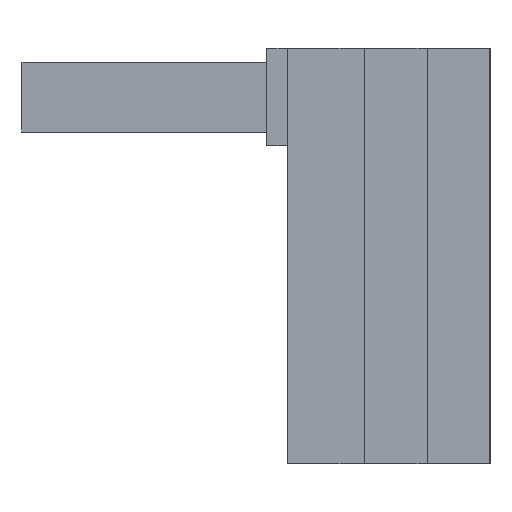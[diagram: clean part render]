
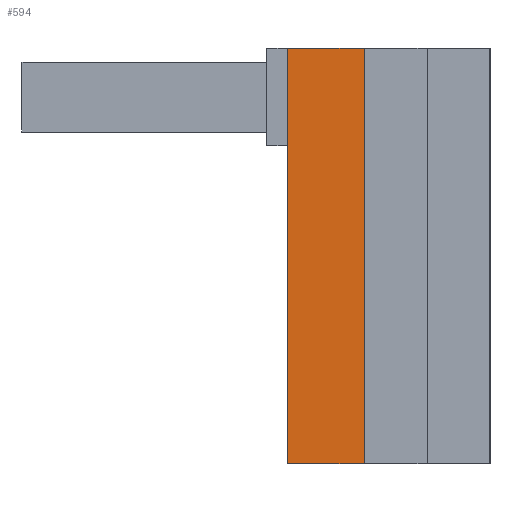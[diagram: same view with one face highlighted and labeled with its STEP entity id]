
A CAD part, left-side view. The second image highlights one B-rep face of the part: STEP entity #594.
In plain terms, the highlighted planar face has unit normal (-1, 0, 0).
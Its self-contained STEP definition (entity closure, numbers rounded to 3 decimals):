
#423=CARTESIAN_POINT('',(0.0,0.0,595.0));
#424=VERTEX_POINT('',#423);
#431=CARTESIAN_POINT('',(0.0,-55.0,595.0));
#432=VERTEX_POINT('',#431);
#433=CARTESIAN_POINT('',(0.0,-55.0,595.0));
#434=DIRECTION('',(0.0,1.0,0.0));
#435=VECTOR('',#434,55.0);
#436=LINE('',#433,#435);
#437=EDGE_CURVE('',#432,#424,#436,.T.);
#546=CARTESIAN_POINT('',(0.0,-55.0,297.5));
#547=VERTEX_POINT('',#546);
#548=CARTESIAN_POINT('',(0.0,-55.0,297.5));
#549=DIRECTION('',(0.0,0.0,1.0));
#550=VECTOR('',#549,297.5);
#551=LINE('',#548,#550);
#552=EDGE_CURVE('',#547,#432,#551,.T.);
#571=CARTESIAN_POINT('',(0.0,-55.0,297.5));
#572=DIRECTION('',(-1.0,0.0,0.0));
#573=DIRECTION('',(0.0,0.0,1.0));
#574=AXIS2_PLACEMENT_3D('',#571,#572,#573);
#575=PLANE('',#574);
#576=CARTESIAN_POINT('',(0.0,0.0,297.5));
#577=VERTEX_POINT('',#576);
#578=CARTESIAN_POINT('',(0.0,0.0,297.5));
#579=DIRECTION('',(0.0,0.0,1.0));
#580=VECTOR('',#579,297.5);
#581=LINE('',#578,#580);
#582=EDGE_CURVE('',#577,#424,#581,.T.);
#583=ORIENTED_EDGE('',*,*,#582,.F.);
#584=CARTESIAN_POINT('',(0.0,-55.0,297.5));
#585=DIRECTION('',(0.0,1.0,0.0));
#586=VECTOR('',#585,55.0);
#587=LINE('',#584,#586);
#588=EDGE_CURVE('',#547,#577,#587,.T.);
#589=ORIENTED_EDGE('',*,*,#588,.F.);
#590=ORIENTED_EDGE('',*,*,#552,.T.);
#591=ORIENTED_EDGE('',*,*,#437,.T.);
#592=EDGE_LOOP('',(#583,#589,#590,#591));
#593=FACE_OUTER_BOUND('',#592,.T.);
#594=ADVANCED_FACE('',(#593),#575,.T.);
